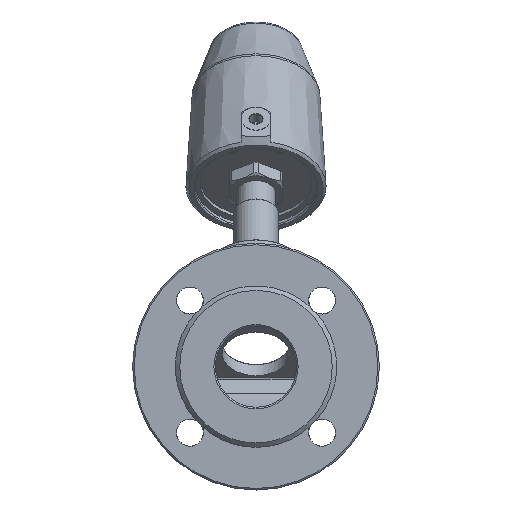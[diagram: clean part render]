
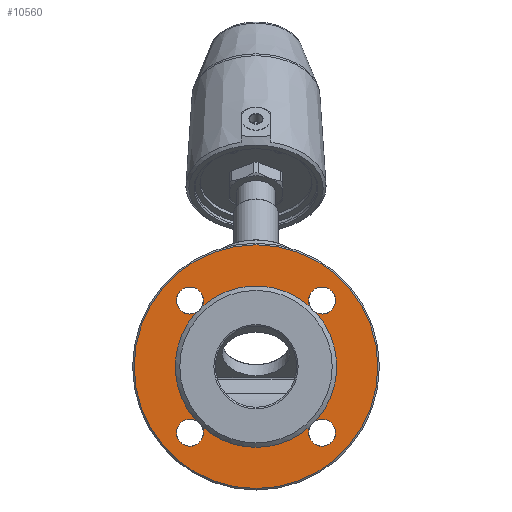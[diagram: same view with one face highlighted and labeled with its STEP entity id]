
A CAD part, front view. The second image highlights one B-rep face of the part: STEP entity #10560.
In plain terms, the highlighted planar face has unit normal (0, -1, 0).
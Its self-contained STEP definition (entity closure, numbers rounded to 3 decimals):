
#242=FACE_BOUND('',#3201,.T.);
#531=PLANE('',#11363);
#1649=CIRCLE('',#11355,81.5);
#1650=CIRCLE('',#11357,54.);
#1651=CIRCLE('',#11358,54.);
#1652=CIRCLE('',#11359,54.);
#1653=CIRCLE('',#11360,54.);
#1654=CIRCLE('',#11362,9.);
#1655=CIRCLE('',#11364,9.);
#1656=CIRCLE('',#11365,9.);
#1657=CIRCLE('',#11366,9.);
#2442=FACE_OUTER_BOUND('',#3200,.T.);
#3200=EDGE_LOOP('',(#8804));
#3201=EDGE_LOOP('',(#8805,#8806,#8807,#8808,#8809,#8810,#8811,#8812));
#4772=VERTEX_POINT('',#49570);
#4773=VERTEX_POINT('',#49573);
#4774=VERTEX_POINT('',#49574);
#4775=VERTEX_POINT('',#49581);
#4776=VERTEX_POINT('',#49583);
#4777=VERTEX_POINT('',#49590);
#4778=VERTEX_POINT('',#49592);
#4779=VERTEX_POINT('',#49599);
#4780=VERTEX_POINT('',#49601);
#6161=EDGE_CURVE('',#4772,#4772,#1649,.T.);
#6163=EDGE_CURVE('',#4775,#4774,#1650,.T.);
#6165=EDGE_CURVE('',#4777,#4776,#1651,.T.);
#6167=EDGE_CURVE('',#4779,#4778,#1652,.T.);
#6169=EDGE_CURVE('',#4773,#4780,#1653,.T.);
#6170=EDGE_CURVE('',#4778,#4777,#1654,.T.);
#6171=EDGE_CURVE('',#4774,#4773,#1655,.T.);
#6172=EDGE_CURVE('',#4780,#4779,#1656,.T.);
#6173=EDGE_CURVE('',#4776,#4775,#1657,.T.);
#8804=ORIENTED_EDGE('',*,*,#6161,.F.);
#8805=ORIENTED_EDGE('',*,*,#6171,.T.);
#8806=ORIENTED_EDGE('',*,*,#6169,.T.);
#8807=ORIENTED_EDGE('',*,*,#6172,.T.);
#8808=ORIENTED_EDGE('',*,*,#6167,.T.);
#8809=ORIENTED_EDGE('',*,*,#6170,.T.);
#8810=ORIENTED_EDGE('',*,*,#6165,.T.);
#8811=ORIENTED_EDGE('',*,*,#6173,.T.);
#8812=ORIENTED_EDGE('',*,*,#6163,.T.);
#10560=ADVANCED_FACE('',(#2442,#242),#531,.T.);
#11355=AXIS2_PLACEMENT_3D('',#49571,#13284,#13285);
#11357=AXIS2_PLACEMENT_3D('',#49582,#13288,#13289);
#11358=AXIS2_PLACEMENT_3D('',#49591,#13290,#13291);
#11359=AXIS2_PLACEMENT_3D('',#49600,#13292,#13293);
#11360=AXIS2_PLACEMENT_3D('',#49608,#13294,#13295);
#11362=AXIS2_PLACEMENT_3D('',#49610,#13298,#13299);
#11363=AXIS2_PLACEMENT_3D('',#49611,#13300,#13301);
#11364=AXIS2_PLACEMENT_3D('',#49612,#13302,#13303);
#11365=AXIS2_PLACEMENT_3D('',#49613,#13304,#13305);
#11366=AXIS2_PLACEMENT_3D('',#49614,#13306,#13307);
#13284=DIRECTION('center_axis',(0.,1.,0.));
#13285=DIRECTION('ref_axis',(0.,0.,
1.));
#13288=DIRECTION('center_axis',(0.,1.,0.));
#13289=DIRECTION('ref_axis',(0.,0.,
-1.));
#13290=DIRECTION('center_axis',(0.,1.,0.));
#13291=DIRECTION('ref_axis',(0.,0.,
-1.));
#13292=DIRECTION('center_axis',(0.,1.,0.));
#13293=DIRECTION('ref_axis',(0.,0.,
-1.));
#13294=DIRECTION('center_axis',(0.,1.,0.));
#13295=DIRECTION('ref_axis',(0.,0.,
-1.));
#13298=DIRECTION('center_axis',(0.,1.,0.));
#13299=DIRECTION('ref_axis',(-1.,0.,0.));
#13300=DIRECTION('center_axis',(0.,-1.,0.));
#13301=DIRECTION('ref_axis',(0.,0.,1.));
#13302=DIRECTION('center_axis',(0.,1.,0.));
#13303=DIRECTION('ref_axis',(1.,0.,0.));
#13304=DIRECTION('center_axis',(0.,1.,0.));
#13305=DIRECTION('ref_axis',(0.,0.,
-1.));
#13306=DIRECTION('center_axis',(0.,1.,0.));
#13307=DIRECTION('ref_axis',(0.,0.,
1.));
#49570=CARTESIAN_POINT('',(0.,-112.,-81.5));
#49571=CARTESIAN_POINT('Origin',(0.,-112.,0.));
#49573=CARTESIAN_POINT('',(-36.191,-112.,40.078));
#49574=CARTESIAN_POINT('',(-40.078,-112.,36.191));
#49581=CARTESIAN_POINT('',(-40.078,-112.,-36.191));
#49582=CARTESIAN_POINT('Origin',(0.,-112.,0.));
#49583=CARTESIAN_POINT('',(-36.191,-112.,-40.078));
#49590=CARTESIAN_POINT('',(36.191,-112.,-40.078));
#49591=CARTESIAN_POINT('Origin',(0.,-112.,0.));
#49592=CARTESIAN_POINT('',(40.078,-112.,-36.191));
#49599=CARTESIAN_POINT('',(40.078,-112.,36.191));
#49600=CARTESIAN_POINT('Origin',(0.,-112.,0.));
#49601=CARTESIAN_POINT('',(36.191,-112.,40.078));
#49608=CARTESIAN_POINT('Origin',(0.,-112.,0.));
#49610=CARTESIAN_POINT('Origin',(44.194,-112.,-44.194));
#49611=CARTESIAN_POINT('Origin',(0.,-112.,-68.25));
#49612=CARTESIAN_POINT('Origin',(-44.194,-112.,44.194));
#49613=CARTESIAN_POINT('Origin',(44.194,-112.,44.194));
#49614=CARTESIAN_POINT('Origin',(-44.194,-112.,-44.194));
